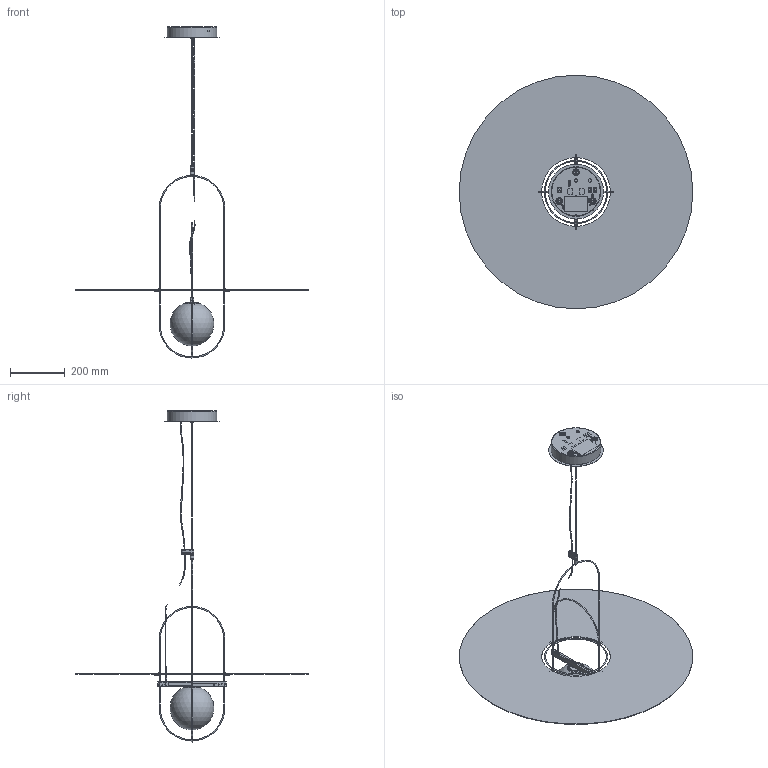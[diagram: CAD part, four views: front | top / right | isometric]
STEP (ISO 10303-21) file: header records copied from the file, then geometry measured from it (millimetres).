
FILE_DESCRIPTION(/* description */ (''),/* implementation_level */ '2;1');
FILE_NAME(/* name */ 'F438M90550xxLE.stp',/* time_stamp */ '2020-01-22T09:52:29+01:00',/* author */ ('sghezzi'),/* organization */ (''),/* preprocessor_version */ 'ST-DEVELOPER v17.2',/* originating_system */ 'Autodesk Inventor 2019',/* authorisation */ '');
FILE_SCHEMA (('AUTOMOTIVE_DESIGN { 1 0 10303 214 3 1 1 }'));
Length unit declared in the file: millimetre
Products named in the file (40): F438M90550xxLE; 007438115_STRUTTURA METALLICA SOSP G; 007438060_B_200-567; 007438060_A_200-417; 007438060_C_D196; 007438100_D_STAFFA; Prigioniero_M4x6; 007438071_TRAVE CHIUSURA G SOSP SX; 007438070_TRAVE CHIUSURA G; 007438066_TRAVE SUPPORTO LED SOSP G DX; 007438065_TRAVE SUPPORTO LED G; ASME_ANSI B18.3.5M - M3x10(1); 007438060_FONDELLO REGGI VETRO G; 007438080_MOLLA GRANDE REGGI DIFFUSORE; 007438085_DISSIPATORE LED G; AS 1427 - M3 x 16(6) II; LED_CREEE_CXB_1512; DIN EN ISO 7045 - M3 x 4 - 4.8 - H; 002438010_DIFFUSORE VETRO SFERA D160; 007438125_DIFFUSORE MELALLO PIANO G D85; 007438030_PERNO REGOLATORE; 007438040_REGOLATORE SALDATO; 007438040_REGOLATORE SALDATO_Saldature; 007438040_REGOLATORE_B; 007438040_REGOLATORE_A; 007438035_BLOCCO REGOLATORE; Cavo_acc_D4; Cavo_elettrico_G; ROSONE BASSO; 007438045_STAFFA A MURO BASSA; 007438045_A_PIASTRA A MURO 4380; 007438045_B_STAFFA X PIASTRA A MURO 4380; SP7426050 Blocchetto fissaggio rosone MC Donald; Aliment_Mean Well_pcd-25_350mA; 058015000_MORSETTIERA_3P_PA27-3WPNyBi; 058015001_Morsettiera_2poli_PA27H-FV-WP; 058016010_Capocorda_a_forcella_950082; 006542902_BLOCCACAVO_5922-3-16_2FORI_D3_NyBi; SP3426050 Vite plastica m6X22 CLOCHE MC Donald; 007438050_PIASTRA CHIUSURA ROSONE 4380
Assembly tree (46 placements, depth 4):
  F438M90550xxLE
    007438115_STRUTTURA METALLICA SOSP G
      007438060_B_200-567
      007438060_A_200-417
      007438060_C_D196
      007438100_D_STAFFA  x4
      Prigioniero_M4x6
    007438071_TRAVE CHIUSURA G SOSP SX
      007438070_TRAVE CHIUSURA G
    007438066_TRAVE SUPPORTO LED SOSP G DX
      007438065_TRAVE SUPPORTO LED G
    ASME_ANSI B18.3.5M - M3x10(1)  x2
    007438060_FONDELLO REGGI VETRO G
    007438080_MOLLA GRANDE REGGI DIFFUSORE
    007438085_DISSIPATORE LED G
    AS 1427 - M3 x 16(6) II  x2
    LED_CREEE_CXB_1512
    DIN EN ISO 7045 - M3 x 4 - 4.8 - H  x2
    002438010_DIFFUSORE VETRO SFERA D160
    007438125_DIFFUSORE MELALLO PIANO G D85
    007438030_PERNO REGOLATORE
    007438040_REGOLATORE SALDATO
      007438040_REGOLATORE SALDATO_Saldature
      007438040_REGOLATORE_B
      007438040_REGOLATORE_A
    007438035_BLOCCO REGOLATORE
    Cavo_acc_D4
    Cavo_elettrico_G
    ROSONE BASSO
      007438045_STAFFA A MURO BASSA
        007438045_A_PIASTRA A MURO 4380
        007438045_B_STAFFA X PIASTRA A MURO 4380
      SP7426050 Blocchetto fissaggio rosone MC Donald
      Aliment_Mean Well_pcd-25_350mA
      058015000_MORSETTIERA_3P_PA27-3WPNyBi
      058015001_Morsettiera_2poli_PA27H-FV-WP
      058016010_Capocorda_a_forcella_950082
      006542902_BLOCCACAVO_5922-3-16_2FORI_D3_NyBi  x2
      SP3426050 Vite plastica m6X22 CLOCHE MC Donald
      007438050_PIASTRA CHIUSURA ROSONE 4380
Bounding box: 850 x 850 x 1207.7 mm (x, y, z)
Volume: 1605172.4 mm3; surface area: 1500665.7 mm2
Topology: 39 solids, 40 shells, 1226 faces, 3251 edges, 2155 vertices
Faces by surface type: plane 801, cylinder 237, cone 98, torus 42, bspline 41, sphere 7
Full cylindrical faces by diameter (mm): 0.6 x1, 1.3 x1, 1.6 x1, 2 x2, 2.3 x5, 2.362 x1, 2.39 x1, 2.459 x19, 2.5 x4, 2.693 x2, 2.729 x2, 3 x8, 3.1 x4, 3.2 x8, 3.242 x2, 3.5 x3, 4 x15, 5 x2, 5.3 x2, 5.35 x2, 6 x12, 6.5 x4, 6.647 x1, 8 x2, 10 x2, 10.2 x1, 10.5 x1, 12 x2, 14 x1, 45 x1
Entity records: 37026 total; most frequent: CARTESIAN_POINT 7864, DIRECTION 5757, ORIENTED_EDGE 5746, EDGE_CURVE 2877, LINE 1969, VECTOR 1969, VERTEX_POINT 1904, AXIS2_PLACEMENT_3D 1894
